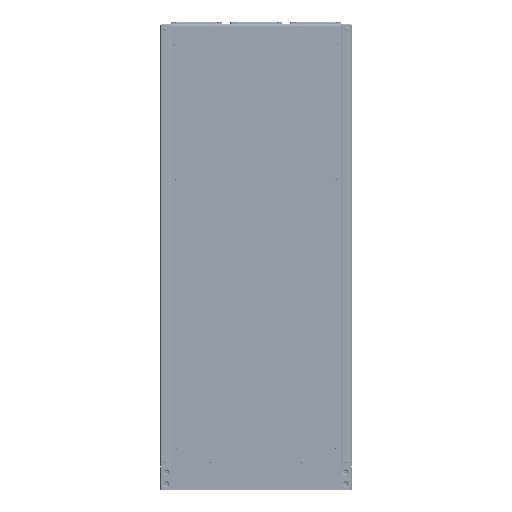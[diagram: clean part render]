
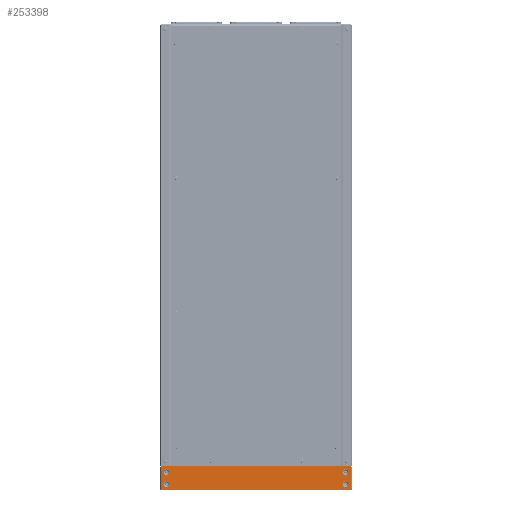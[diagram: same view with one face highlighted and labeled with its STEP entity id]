
A CAD part, left-side view. The second image highlights one B-rep face of the part: STEP entity #253398.
In plain terms, the highlighted planar face has unit normal (-1, 0, 0).
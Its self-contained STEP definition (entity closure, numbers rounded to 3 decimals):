
#252327=CARTESIAN_POINT('',(-138.65,45.,652.863));
#252328=DIRECTION('',(1.,0.,0.));
#252329=DIRECTION('',(0.,1.,0.));
#252330=AXIS2_PLACEMENT_3D('',#252327,#252328,#252329);
#252332=DIRECTION('',(0.,-1.,0.));
#252333=VECTOR('',#252332,90.);
#252334=CARTESIAN_POINT('',(-138.65,45.,656.863));
#252335=LINE('',#252334,#252333);
#252336=CARTESIAN_POINT('',(-138.65,-45.,652.863));
#252337=DIRECTION('',(1.,0.,0.));
#252338=DIRECTION('',(0.,0.,1.));
#252339=AXIS2_PLACEMENT_3D('',#252336,#252337,#252338);
#252341=CARTESIAN_POINT('',(-138.65,-45.,-135.137));
#252342=DIRECTION('',(1.,0.,0.));
#252343=DIRECTION('',(0.,-1.,0.));
#252344=AXIS2_PLACEMENT_3D('',#252341,#252342,#252343);
#252346=DIRECTION('',(0.,1.,0.));
#252347=VECTOR('',#252346,90.);
#252348=CARTESIAN_POINT('',(-138.65,-45.,-139.137));
#252349=LINE('',#252348,#252347);
#252350=CARTESIAN_POINT('',(-138.65,45.,-135.137));
#252351=DIRECTION('',(1.,0.,0.));
#252352=DIRECTION('',(0.,0.,-1.));
#252353=AXIS2_PLACEMENT_3D('',#252350,#252351,#252352);
#252355=CARTESIAN_POINT('',(-138.65,-25.,633.863));
#252356=DIRECTION('',(-1.,0.,0.));
#252357=DIRECTION('',(0.,0.,1.));
#252358=AXIS2_PLACEMENT_3D('',#252355,#252356,#252357);
#252360=CARTESIAN_POINT('',(-138.65,-25.,633.863));
#252361=DIRECTION('',(-1.,0.,0.));
#252362=DIRECTION('',(0.,0.,-1.));
#252363=AXIS2_PLACEMENT_3D('',#252360,#252361,#252362);
#252365=CARTESIAN_POINT('',(-138.65,25.,-116.137));
#252366=DIRECTION('',(-1.,0.,0.));
#252367=DIRECTION('',(0.,0.,-1.));
#252368=AXIS2_PLACEMENT_3D('',#252365,#252366,#252367);
#252370=CARTESIAN_POINT('',(-138.65,25.,-116.137));
#252371=DIRECTION('',(-1.,0.,0.));
#252372=DIRECTION('',(0.,0.,1.));
#252373=AXIS2_PLACEMENT_3D('',#252370,#252371,#252372);
#252375=CARTESIAN_POINT('',(-138.65,-25.,-116.137));
#252376=DIRECTION('',(-1.,0.,0.));
#252377=DIRECTION('',(0.,0.,-1.));
#252378=AXIS2_PLACEMENT_3D('',#252375,#252376,#252377);
#252380=CARTESIAN_POINT('',(-138.65,-25.,-116.137));
#252381=DIRECTION('',(-1.,0.,0.));
#252382=DIRECTION('',(0.,0.,1.));
#252383=AXIS2_PLACEMENT_3D('',#252380,#252381,#252382);
#252385=CARTESIAN_POINT('',(-138.65,25.,633.863));
#252386=DIRECTION('',(-1.,0.,0.));
#252387=DIRECTION('',(0.,0.,1.));
#252388=AXIS2_PLACEMENT_3D('',#252385,#252386,#252387);
#252390=CARTESIAN_POINT('',(-138.65,25.,633.863));
#252391=DIRECTION('',(-1.,0.,0.));
#252392=DIRECTION('',(0.,0.,-1.));
#252393=AXIS2_PLACEMENT_3D('',#252390,#252391,#252392);
#252399=DIRECTION('',(0.,0.,-1.));
#252400=VECTOR('',#252399,788.);
#252401=CARTESIAN_POINT('',(-138.65,49.,652.863));
#252402=LINE('',#252401,#252400);
#252691=DIRECTION('',(0.,0.,1.));
#252692=VECTOR('',#252691,788.);
#252693=CARTESIAN_POINT('',(-138.65,-49.,-135.137));
#252694=LINE('',#252693,#252692);
#253111=CARTESIAN_POINT('',(-138.65,49.,652.863));
#253112=CARTESIAN_POINT('',(-138.65,49.,-135.137));
#253113=VERTEX_POINT('',#253111);
#253114=VERTEX_POINT('',#253112);
#253115=CARTESIAN_POINT('',(-138.65,45.,656.863));
#253116=VERTEX_POINT('',#253115);
#253117=CARTESIAN_POINT('',(-138.65,-45.,656.863));
#253118=VERTEX_POINT('',#253117);
#253119=CARTESIAN_POINT('',(-138.65,-49.,652.863));
#253120=VERTEX_POINT('',#253119);
#253121=CARTESIAN_POINT('',(-138.65,-49.,-135.137));
#253122=VERTEX_POINT('',#253121);
#253123=CARTESIAN_POINT('',(-138.65,-45.,-139.137));
#253124=VERTEX_POINT('',#253123);
#253125=CARTESIAN_POINT('',(-138.65,45.,-139.137));
#253126=VERTEX_POINT('',#253125);
#253127=CARTESIAN_POINT('',(-138.65,-25.,645.777));
#253128=CARTESIAN_POINT('',(-138.65,-25.,621.949));
#253129=VERTEX_POINT('',#253127);
#253130=VERTEX_POINT('',#253128);
#253131=CARTESIAN_POINT('',(-138.65,25.,-128.051));
#253132=CARTESIAN_POINT('',(-138.65,25.,-104.223));
#253133=VERTEX_POINT('',#253131);
#253134=VERTEX_POINT('',#253132);
#253135=CARTESIAN_POINT('',(-138.65,-25.,-128.051));
#253136=CARTESIAN_POINT('',(-138.65,-25.,-104.223));
#253137=VERTEX_POINT('',#253135);
#253138=VERTEX_POINT('',#253136);
#253139=CARTESIAN_POINT('',(-138.65,25.,645.777));
#253140=CARTESIAN_POINT('',(-138.65,25.,621.949));
#253141=VERTEX_POINT('',#253139);
#253142=VERTEX_POINT('',#253140);
#253351=CARTESIAN_POINT('',(-138.65,0.,0.));
#253352=DIRECTION('',(1.,0.,0.));
#253353=DIRECTION('',(0.,1.,0.));
#253354=AXIS2_PLACEMENT_3D('',#253351,#253352,#253353);
#253355=PLANE('',#253354);
#253357=ORIENTED_EDGE('',*,*,#253356,.F.);
#253359=ORIENTED_EDGE('',*,*,#253358,.T.);
#253361=ORIENTED_EDGE('',*,*,#253360,.T.);
#253363=ORIENTED_EDGE('',*,*,#253362,.T.);
#253365=ORIENTED_EDGE('',*,*,#253364,.F.);
#253367=ORIENTED_EDGE('',*,*,#253366,.T.);
#253369=ORIENTED_EDGE('',*,*,#253368,.T.);
#253371=ORIENTED_EDGE('',*,*,#253370,.T.);
#253372=EDGE_LOOP('',(#253357,#253359,#253361,#253363,#253365,#253367,#253369,
#253371));
#253373=FACE_OUTER_BOUND('',#253372,.F.);
#253375=ORIENTED_EDGE('',*,*,#253374,.T.);
#253377=ORIENTED_EDGE('',*,*,#253376,.T.);
#253378=EDGE_LOOP('',(#253375,#253377));
#253379=FACE_BOUND('',#253378,.F.);
#253381=ORIENTED_EDGE('',*,*,#253380,.T.);
#253383=ORIENTED_EDGE('',*,*,#253382,.T.);
#253384=EDGE_LOOP('',(#253381,#253383));
#253385=FACE_BOUND('',#253384,.F.);
#253387=ORIENTED_EDGE('',*,*,#253386,.T.);
#253389=ORIENTED_EDGE('',*,*,#253388,.T.);
#253390=EDGE_LOOP('',(#253387,#253389));
#253391=FACE_BOUND('',#253390,.F.);
#253393=ORIENTED_EDGE('',*,*,#253392,.T.);
#253395=ORIENTED_EDGE('',*,*,#253394,.T.);
#253396=EDGE_LOOP('',(#253393,#253395));
#253397=FACE_BOUND('',#253396,.F.);
#252331=CIRCLE('',#252330,4.);
#252340=CIRCLE('',#252339,4.);
#252345=CIRCLE('',#252344,4.);
#252354=CIRCLE('',#252353,4.);
#252359=CIRCLE('',#252358,11.914);
#252364=CIRCLE('',#252363,11.914);
#252369=CIRCLE('',#252368,11.914);
#252374=CIRCLE('',#252373,11.914);
#252379=CIRCLE('',#252378,11.914);
#252384=CIRCLE('',#252383,11.914);
#252389=CIRCLE('',#252388,11.914);
#252394=CIRCLE('',#252393,11.914);
#253356=EDGE_CURVE('',#253113,#253114,#252402,.T.);
#253358=EDGE_CURVE('',#253113,#253116,#252331,.T.);
#253360=EDGE_CURVE('',#253116,#253118,#252335,.T.);
#253362=EDGE_CURVE('',#253118,#253120,#252340,.T.);
#253364=EDGE_CURVE('',#253122,#253120,#252694,.T.);
#253366=EDGE_CURVE('',#253122,#253124,#252345,.T.);
#253368=EDGE_CURVE('',#253124,#253126,#252349,.T.);
#253370=EDGE_CURVE('',#253126,#253114,#252354,.T.);
#253374=EDGE_CURVE('',#253129,#253130,#252359,.T.);
#253376=EDGE_CURVE('',#253130,#253129,#252364,.T.);
#253380=EDGE_CURVE('',#253133,#253134,#252369,.T.);
#253382=EDGE_CURVE('',#253134,#253133,#252374,.T.);
#253386=EDGE_CURVE('',#253137,#253138,#252379,.T.);
#253388=EDGE_CURVE('',#253138,#253137,#252384,.T.);
#253392=EDGE_CURVE('',#253141,#253142,#252389,.T.);
#253394=EDGE_CURVE('',#253142,#253141,#252394,.T.);
#253398=ADVANCED_FACE('',(#253373,#253379,#253385,#253391,#253397),#253355,.F.);
